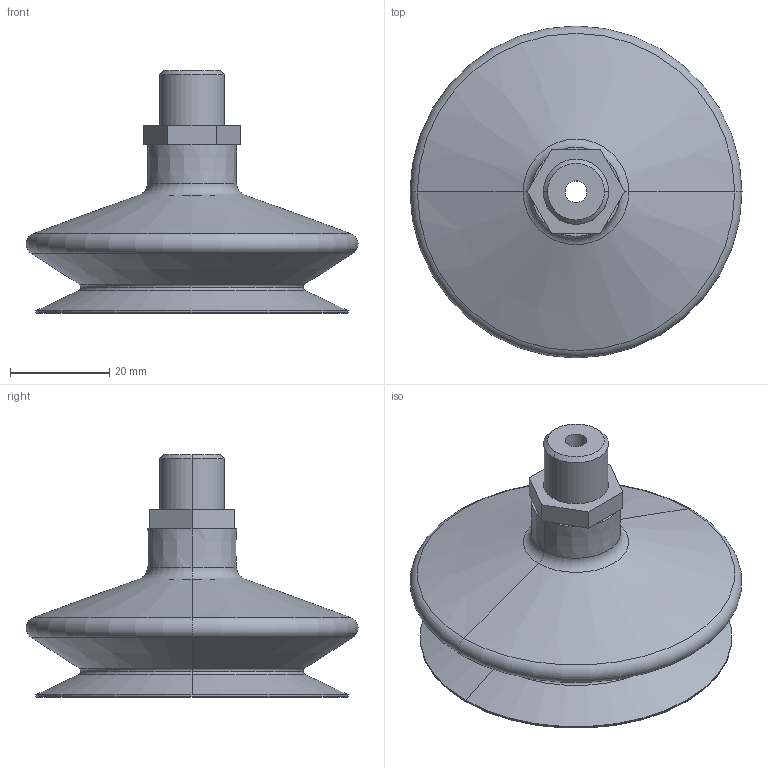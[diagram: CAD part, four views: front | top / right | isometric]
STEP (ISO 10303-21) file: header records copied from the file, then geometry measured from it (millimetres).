
FILE_DESCRIPTION (( 'STEP AP203' ), '1' );
FILE_NAME ('10.01.06.00686.step', '2021-04-14T19:20:26', ( '' ), ( '' ), 'SwSTEP 2.0', 'SolidWorks 2021', '' );
FILE_SCHEMA (( 'CONFIG_CONTROL_DESIGN' ));
Length unit declared in the file: millimetre
Products named in the file (1): 10.01.06.00686
Bounding box: 67 x 67 x 49 mm (x, y, z)
Volume: 22957.7 mm3; surface area: 19240.6 mm2
Topology: 3 solids, 3 shells, 71 faces, 146 edges, 84 vertices
Faces by surface type: torus 22, cone 18, cylinder 16, plane 15
Entity records: 1959 total; most frequent: DIRECTION 384, CARTESIAN_POINT 302, ORIENTED_EDGE 292, AXIS2_PLACEMENT_3D 166, EDGE_CURVE 146, CIRCLE 94, VERTEX_POINT 84, EDGE_LOOP 80
